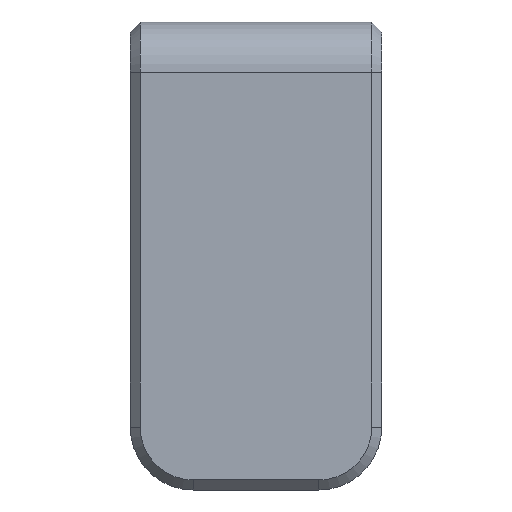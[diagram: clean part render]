
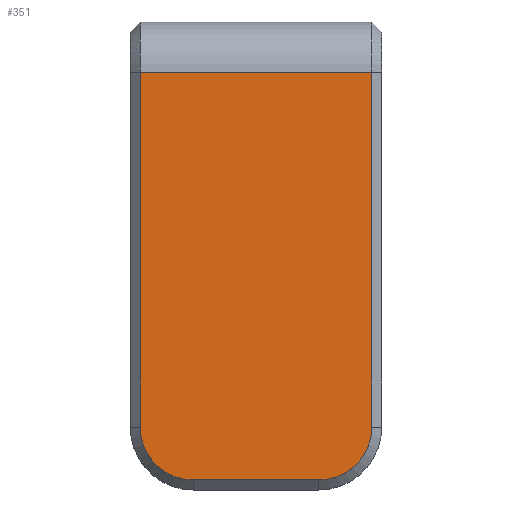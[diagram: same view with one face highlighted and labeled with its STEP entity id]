
A CAD part, left-side view. The second image highlights one B-rep face of the part: STEP entity #351.
In plain terms, the highlighted planar face has unit normal (-1, 0, 0).
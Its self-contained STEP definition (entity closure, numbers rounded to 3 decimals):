
#21 = CARTESIAN_POINT ( 'NONE',  ( -17.4, 5., -4.6 ) ) ;
#68 = ORIENTED_EDGE ( 'NONE', *, *, #1893, .T. ) ;
#74 = EDGE_CURVE ( 'NONE', #1429, #1117, #415, .T. ) ;
#102 = CARTESIAN_POINT ( 'NONE',  ( -17.4, 2.5, -4.6 ) ) ;
#115 = ORIENTED_EDGE ( 'NONE', *, *, #2168, .T. ) ;
#118 = DIRECTION ( 'NONE',  ( 0., 0., -1. ) ) ;
#126 = AXIS2_PLACEMENT_3D ( 'NONE', #2241, #795, #1696 ) ;
#147 = CARTESIAN_POINT ( 'NONE',  ( -17.4, 5., 13.6 ) ) ;
#160 = CARTESIAN_POINT ( 'NONE',  ( -17.4, -4.6, 11.6 ) ) ;
#169 = CARTESIAN_POINT ( 'NONE',  ( -17.4, 4.6, 11.6 ) ) ;
#196 = ORIENTED_EDGE ( 'NONE', *, *, #1423, .T. ) ;
#293 = ORIENTED_EDGE ( 'NONE', *, *, #1656, .T. ) ;
#299 = EDGE_CURVE ( 'NONE', #485, #1429, #1183, .T. ) ;
#340 = DIRECTION ( 'NONE',  ( 0., 0., -1. ) ) ;
#351 = ADVANCED_FACE ( 'NONE', ( #601 ), #1762, .F. ) ;
#370 = LINE ( 'NONE', #1226, #1111 ) ;
#415 = CIRCLE ( 'NONE', #1218, 2.1 ) ;
#485 = VERTEX_POINT ( 'NONE', #102 ) ;
#557 = VERTEX_POINT ( 'NONE', #2220 ) ;
#601 = FACE_OUTER_BOUND ( 'NONE', #2174, .T. ) ;
#622 = AXIS2_PLACEMENT_3D ( 'NONE', #147, #1771, #340 ) ;
#654 = LINE ( 'NONE', #1917, #2051 ) ;
#702 = DIRECTION ( 'NONE',  ( 0., 0., -1. ) ) ;
#729 = VECTOR ( 'NONE', #1413, 1000. ) ;
#795 = DIRECTION ( 'NONE',  ( -1., 0., 0. ) ) ;
#1058 = DIRECTION ( 'NONE',  ( 0., -1., 0. ) ) ;
#1111 = VECTOR ( 'NONE', #1217, 1000. ) ;
#1117 = VERTEX_POINT ( 'NONE', #2284 ) ;
#1164 = VERTEX_POINT ( 'NONE', #160 ) ;
#1183 = LINE ( 'NONE', #21, #1417 ) ;
#1190 = ORIENTED_EDGE ( 'NONE', *, *, #299, .T. ) ;
#1217 = DIRECTION ( 'NONE',  ( 0., 0., 1. ) ) ;
#1218 = AXIS2_PLACEMENT_3D ( 'NONE', #1268, #1437, #702 ) ;
#1226 = CARTESIAN_POINT ( 'NONE',  ( -17.4, -4.6, 11.6 ) ) ;
#1268 = CARTESIAN_POINT ( 'NONE',  ( -17.4, -2.5, -2.5 ) ) ;
#1360 = CARTESIAN_POINT ( 'NONE',  ( -17.4, -2.5, -4.6 ) ) ;
#1413 = DIRECTION ( 'NONE',  ( 0., 1., 0. ) ) ;
#1417 = VECTOR ( 'NONE', #1058, 1000. ) ;
#1423 = EDGE_CURVE ( 'NONE', #2070, #557, #654, .T. ) ;
#1429 = VERTEX_POINT ( 'NONE', #1360 ) ;
#1437 = DIRECTION ( 'NONE',  ( -1., 0., 0. ) ) ;
#1656 = EDGE_CURVE ( 'NONE', #557, #485, #1864, .T. ) ;
#1685 = ORIENTED_EDGE ( 'NONE', *, *, #74, .T. ) ;
#1696 = DIRECTION ( 'NONE',  ( 0., 0., -1. ) ) ;
#1762 = PLANE ( 'NONE',  #622 ) ;
#1771 = DIRECTION ( 'NONE',  ( 1., 0., 0. ) ) ;
#1864 = CIRCLE ( 'NONE', #126, 2.1 ) ;
#1893 = EDGE_CURVE ( 'NONE', #1164, #2070, #2157, .T. ) ;
#1917 = CARTESIAN_POINT ( 'NONE',  ( -17.4, 4.6, 13.6 ) ) ;
#2051 = VECTOR ( 'NONE', #118, 1000. ) ;
#2070 = VERTEX_POINT ( 'NONE', #169 ) ;
#2125 = CARTESIAN_POINT ( 'NONE',  ( -17.4, 5., 11.6 ) ) ;
#2157 = LINE ( 'NONE', #2125, #729 ) ;
#2168 = EDGE_CURVE ( 'NONE', #1117, #1164, #370, .T. ) ;
#2174 = EDGE_LOOP ( 'NONE', ( #68, #196, #293, #1190, #1685, #115 ) ) ;
#2220 = CARTESIAN_POINT ( 'NONE',  ( -17.4, 4.6, -2.5 ) ) ;
#2241 = CARTESIAN_POINT ( 'NONE',  ( -17.4, 2.5, -2.5 ) ) ;
#2284 = CARTESIAN_POINT ( 'NONE',  ( -17.4, -4.6, -2.5 ) ) ;
